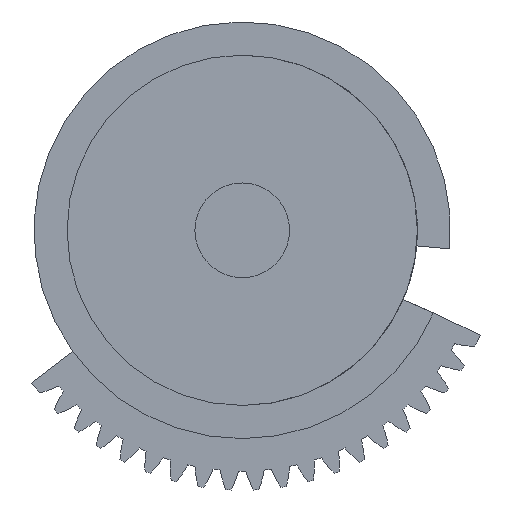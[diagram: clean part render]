
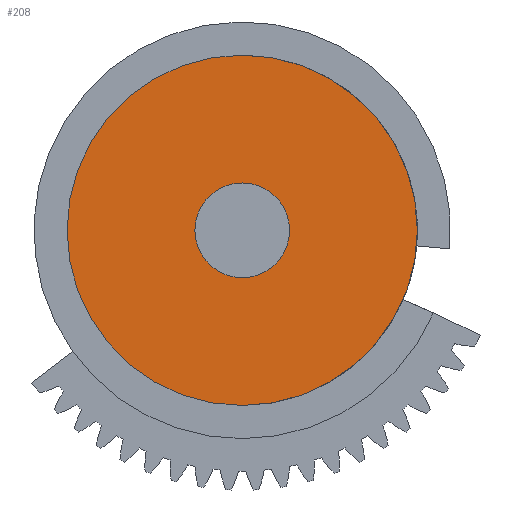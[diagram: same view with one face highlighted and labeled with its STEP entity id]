
A CAD part, front view. The second image highlights one B-rep face of the part: STEP entity #208.
In plain terms, the highlighted planar face has unit normal (0, -1, 0).
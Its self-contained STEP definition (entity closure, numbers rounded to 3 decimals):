
#4 = EDGE_CURVE ( 'NONE', #262, #677, #865, .T. ) ;
#11 = VERTEX_POINT ( 'NONE', #1814 ) ;
#77 = CARTESIAN_POINT ( 'NONE',  ( 0., -19.75, 0. ) ) ;
#208 = ADVANCED_FACE ( 'NONE', ( #2125, #3029 ), #1631, .T. ) ;
#262 = VERTEX_POINT ( 'NONE', #2236 ) ;
#397 = EDGE_LOOP ( 'NONE', ( #2186, #1630 ) ) ;
#399 = CARTESIAN_POINT ( 'NONE',  ( 0., -19.75, 0. ) ) ;
#677 = VERTEX_POINT ( 'NONE', #2550 ) ;
#679 = DIRECTION ( 'NONE',  ( 0., 0., -1. ) ) ;
#681 = DIRECTION ( 'NONE',  ( 0., 0., -1. ) ) ;
#716 = DIRECTION ( 'NONE',  ( 0., 0., -1. ) ) ;
#748 = DIRECTION ( 'NONE',  ( 0., -1., 0. ) ) ;
#865 = CIRCLE ( 'NONE', #3420, 5. ) ;
#867 = AXIS2_PLACEMENT_3D ( 'NONE', #399, #2112, #681 ) ;
#926 = DIRECTION ( 'NONE',  ( 0., -1., 0. ) ) ;
#993 = DIRECTION ( 'NONE',  ( 0., 0., -1. ) ) ;
#1030 = CARTESIAN_POINT ( 'NONE',  ( 0., -19.75, 0. ) ) ;
#1128 = CIRCLE ( 'NONE', #2327, 18.5 ) ;
#1285 = DIRECTION ( 'NONE',  ( 0., -1., 0. ) ) ;
#1579 = ORIENTED_EDGE ( 'NONE', *, *, #1783, .T. ) ;
#1630 = ORIENTED_EDGE ( 'NONE', *, *, #1771, .F. ) ;
#1631 = PLANE ( 'NONE',  #867 ) ;
#1771 = EDGE_CURVE ( 'NONE', #677, #262, #2076, .T. ) ;
#1783 = EDGE_CURVE ( 'NONE', #11, #2128, #1128, .T. ) ;
#1814 = CARTESIAN_POINT ( 'NONE',  ( 0., -19.75, -18.5 ) ) ;
#1847 = EDGE_CURVE ( 'NONE', #2128, #11, #3322, .T. ) ;
#1982 = ORIENTED_EDGE ( 'NONE', *, *, #1847, .T. ) ;
#2076 = CIRCLE ( 'NONE', #3263, 5. ) ;
#2092 = DIRECTION ( 'NONE',  ( 0., 0., -1. ) ) ;
#2110 = CARTESIAN_POINT ( 'NONE',  ( 0., -19.75, 0. ) ) ;
#2112 = DIRECTION ( 'NONE',  ( 0., -1., 0. ) ) ;
#2125 = FACE_BOUND ( 'NONE', #397, .T. ) ;
#2128 = VERTEX_POINT ( 'NONE', #3490 ) ;
#2186 = ORIENTED_EDGE ( 'NONE', *, *, #4, .F. ) ;
#2236 = CARTESIAN_POINT ( 'NONE',  ( 0., -19.75, -5. ) ) ;
#2327 = AXIS2_PLACEMENT_3D ( 'NONE', #2110, #2467, #716 ) ;
#2467 = DIRECTION ( 'NONE',  ( 0., -1., 0. ) ) ;
#2550 = CARTESIAN_POINT ( 'NONE',  ( 0., -19.75, 5. ) ) ;
#2913 = AXIS2_PLACEMENT_3D ( 'NONE', #2968, #1285, #993 ) ;
#2968 = CARTESIAN_POINT ( 'NONE',  ( 0., -19.75, 0. ) ) ;
#3029 = FACE_OUTER_BOUND ( 'NONE', #3659, .T. ) ;
#3263 = AXIS2_PLACEMENT_3D ( 'NONE', #1030, #748, #679 ) ;
#3322 = CIRCLE ( 'NONE', #2913, 18.5 ) ;
#3420 = AXIS2_PLACEMENT_3D ( 'NONE', #77, #926, #2092 ) ;
#3490 = CARTESIAN_POINT ( 'NONE',  ( 0., -19.75, 18.5 ) ) ;
#3659 = EDGE_LOOP ( 'NONE', ( #1982, #1579 ) ) ;
